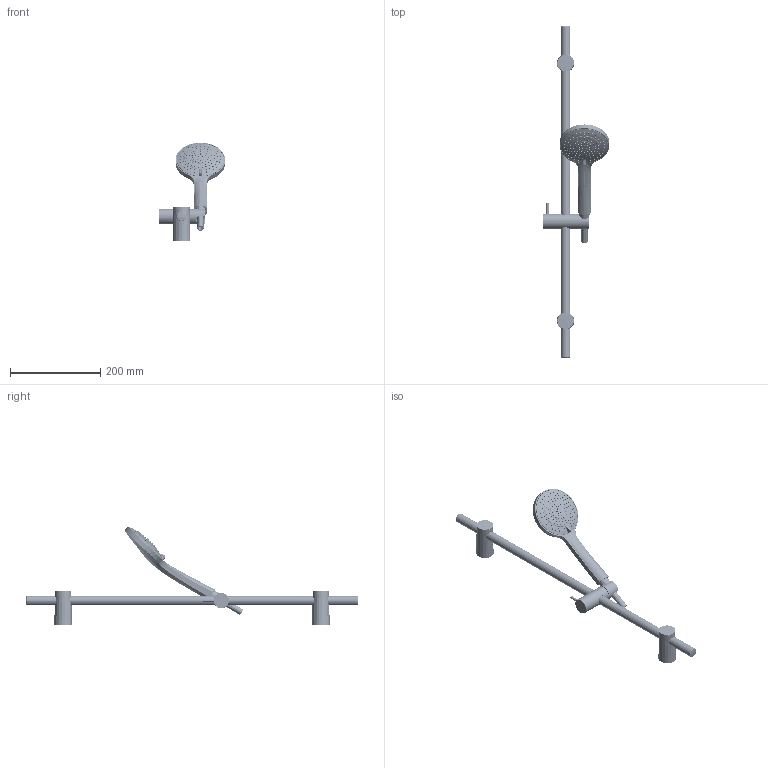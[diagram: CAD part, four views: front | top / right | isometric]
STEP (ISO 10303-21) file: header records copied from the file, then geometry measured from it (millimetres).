
FILE_DESCRIPTION((''),'2;1');
FILE_NAME('ZSAL211CRAG','2021-11-15T13:25:12',('ut3'),('PAFFONI SpA'),'CREO PARAMETRIC BY PTC INC, 2020044','CREO PARAMETRIC BY PTC INC, 2020044','');
FILE_SCHEMA(('CONFIG_CONTROL_DESIGN','SHAPE_APPEARANCE_LAYERS_GROUPS'));
Length unit declared in the file: millimetre
Products named in the file (1): ZSAL211CRAG
Bounding box: 147.06 x 734 x 218.66 mm (x, y, z)
Volume: 460243.5 mm3; surface area: 237602.2 mm2
Topology: 5 solids, 5 shells, 3802 faces, 9598 edges, 6064 vertices
Faces by surface type: cone 1362, plane 806, cylinder 747, bspline 385, torus 358, sphere 105, extrusion 31, revolution 8
Entity records: 210358 total; most frequent: CARTESIAN_POINT 98048, ORIENTED_EDGE 18996, DIRECTION 17196, EDGE_CURVE 9498, AXIS2_PLACEMENT_3D 7149, VERTEX_POINT 6064, EDGE_LOOP 4494, FACE_OUTER_BOUND 3802
